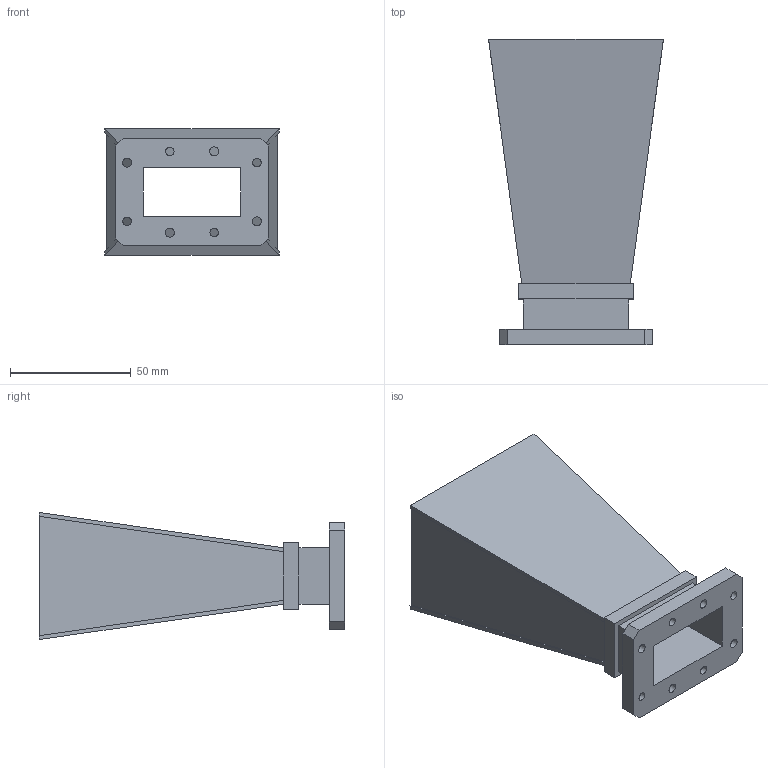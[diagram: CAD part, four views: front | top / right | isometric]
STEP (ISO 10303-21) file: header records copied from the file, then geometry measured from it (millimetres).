
FILE_DESCRIPTION (( 'STEP AP214' ), '1' );
FILE_NAME ('FM9860B-10_3D.STEP', '2021-06-15T13:52:24', ( '' ), ( '' ), 'SwSTEP 2.0', 'SolidWorks 2020', '' );
FILE_SCHEMA (( 'AUTOMOTIVE_DESIGN' ));
Length unit declared in the file: inch
Products named in the file (1): FM9860B-10_3D
Bounding box: 72.56 x 126.75 x 52.68 mm (x, y, z)
Volume: 48130.7 mm3; surface area: 50747.7 mm2
Topology: 1 solids, 1 shells, 58 faces, 146 edges, 92 vertices
Faces by surface type: plane 50, cylinder 8
Full cylindrical faces by diameter (mm): 3.505 x4, 3.81 x4
Entity records: 1734 total; most frequent: CARTESIAN_POINT 289, ORIENTED_EDGE 276, DIRECTION 272, EDGE_CURVE 138, VECTOR 122, LINE 122, VERTEX_POINT 92, EDGE_LOOP 86
